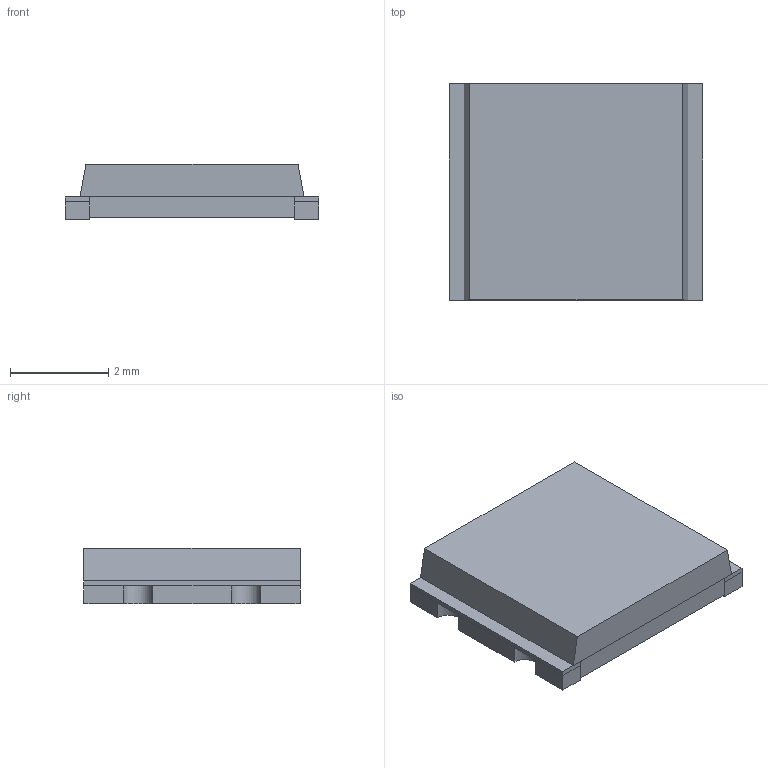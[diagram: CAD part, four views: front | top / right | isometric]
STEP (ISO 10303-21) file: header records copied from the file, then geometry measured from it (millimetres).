
FILE_DESCRIPTION((''),'2;1');
FILE_NAME('SENS_VISHAY_TEMD5510FX01.stp','2011-11-16T09:26:48',(''),(''),'Mechanical Desktop 2011','Mechanical Desktop 2011',', , ');
FILE_SCHEMA(('AUTOMOTIVE_DESIGN { 1 2 10303 214 1 1 1 1 }'));
Length unit declared in the file: millimetre
Products named in the file (1): Product
Bounding box: 5.15 x 4.39 x 1.12 mm (x, y, z)
Volume: 22 mm3; surface area: 127.1 mm2
Topology: 7 solids, 7 shells, 79 faces, 192 edges, 128 vertices
Faces by surface type: plane 69, bspline 8, cylinder 2
Entity records: 2360 total; most frequent: CARTESIAN_POINT 452, ORIENTED_EDGE 384, DIRECTION 344, EDGE_CURVE 192, VECTOR 184, LINE 184, VERTEX_POINT 128, AXIS2_PLACEMENT_3D 80
